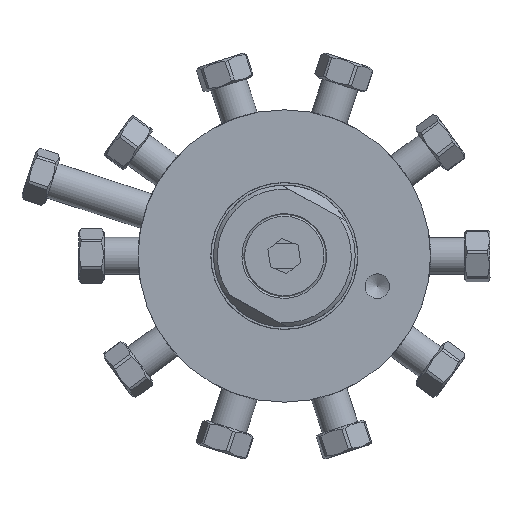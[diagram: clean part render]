
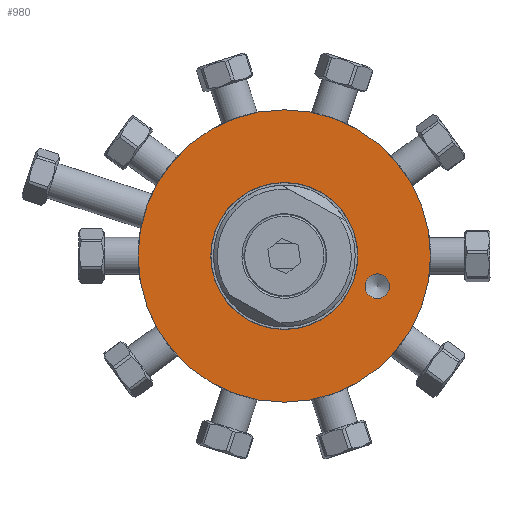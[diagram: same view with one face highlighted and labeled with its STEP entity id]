
A CAD part, left-side view. The second image highlights one B-rep face of the part: STEP entity #980.
In plain terms, the highlighted planar face has unit normal (-1, 0, 0).
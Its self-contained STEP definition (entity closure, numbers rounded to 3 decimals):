
#381=CARTESIAN_POINT('',(6.35,-12.078,-2.325));
#382=VERTEX_POINT('',#381);
#383=CARTESIAN_POINT('',(6.35,-12.078,-3.925));
#384=DIRECTION('',(1.0,0.0,0.0));
#385=DIRECTION('',(0.0,0.0,1.0));
#386=AXIS2_PLACEMENT_3D('',#383,#384,#385);
#387=CIRCLE('',#386,1.6);
#388=EDGE_CURVE('',#382,#382,#387,.T.);
#437=CARTESIAN_POINT('',(6.35,18.986,0.0));
#438=VERTEX_POINT('',#437);
#439=CARTESIAN_POINT('',(6.35,0.,0.0));
#440=DIRECTION('',(1.0,0.0,0.0));
#441=DIRECTION('',(0.0,1.0,0.0));
#442=AXIS2_PLACEMENT_3D('',#439,#440,#441);
#443=CIRCLE('',#442,18.986);
#444=EDGE_CURVE('',#438,#438,#443,.T.);
#958=CARTESIAN_POINT('',(6.35,14.256,0.0));
#959=DIRECTION('',(-1.0,0.0,0.0));
#960=DIRECTION('',(0.0,0.0,1.0));
#961=AXIS2_PLACEMENT_3D('',#958,#959,#960);
#962=PLANE('',#961);
#963=ORIENTED_EDGE('',*,*,#444,.F.);
#964=EDGE_LOOP('',(#963));
#965=FACE_OUTER_BOUND('',#964,.T.);
#966=CARTESIAN_POINT('',(6.35,9.55,0.));
#967=VERTEX_POINT('',#966);
#968=CARTESIAN_POINT('',(6.35,0.,0.0));
#969=DIRECTION('',(-1.0,0.0,0.0));
#970=DIRECTION('',(0.0,-1.0,0.0));
#971=AXIS2_PLACEMENT_3D('',#968,#969,#970);
#972=CIRCLE('',#971,9.55);
#973=EDGE_CURVE('',#967,#967,#972,.T.);
#974=ORIENTED_EDGE('',*,*,#973,.F.);
#975=EDGE_LOOP('',(#974));
#976=FACE_BOUND('',#975,.T.);
#977=ORIENTED_EDGE('',*,*,#388,.T.);
#978=EDGE_LOOP('',(#977));
#979=FACE_BOUND('',#978,.T.);
#980=ADVANCED_FACE('',(#965,#976,#979),#962,.T.);
